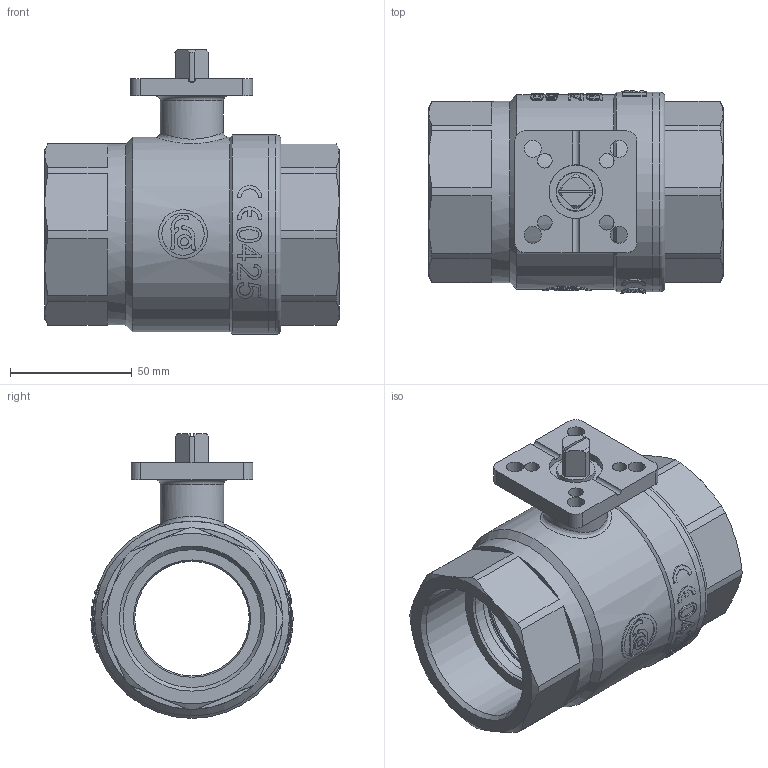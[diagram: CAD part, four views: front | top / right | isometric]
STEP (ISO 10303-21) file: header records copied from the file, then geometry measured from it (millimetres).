
FILE_DESCRIPTION(/* description */ ('Unknown'),/* implementation_level */ '2;1');
FILE_NAME(/* name */ '767-09',/* time_stamp */ '2023-06-07T13:02:33+02:00',/* author */ ('Unknown'),/* organization */ ('Unknown'),/* preprocessor_version */ 'ST-DEVELOPER v18.102',/* originating_system */ 'Solid Edge',/* authorisation */ 'Unknown');
FILE_SCHEMA (('AUTOMOTIVE_DESIGN {1 0 10303 214 3 1 1}'));
Length unit declared in the file: millimetre
Products named in the file (9): 2.110.050_(767-09); LA0160#11050; AT0042#36; LA0161#050; OR0072#V31; OR0072#V50; LA0022#050; SE0164#050; RO0079#12
Assembly tree (11 placements, depth 2):
  2.110.050_(767-09)
    LA0160#11050
    AT0042#36
    LA0161#050
    OR0072#V31  x2
    OR0072#V50  x2
    LA0022#050
    SE0164#050  x2
    RO0079#12
Bounding box: 121 x 83 x 117 mm (x, y, z)
Volume: 261659.2 mm3; surface area: 129230.8 mm2
Topology: 11 solids, 11 shells, 407 faces, 977 edges, 635 vertices
Faces by surface type: plane 191, cylinder 113, bspline 39, cone 37, torus 22, sphere 5
Full cylindrical faces by diameter (mm): 3.341 x1, 6 x4, 7 x4, 12.8 x2, 15.7 x1, 15.98 x3, 16 x1, 16.1 x1, 17.345 x1, 19.5 x2, 20 x1, 20.5 x1, 22 x1, 26 x1, 35 x1, 47 x5, 50 x1, 56.656 x2, 59.4 x2, 59.7 x2, 67 x1, 72.8 x1, 72.835 x1, 74.5 x1, 75 x1, 75.2 x1, 80 x1, 82 x2
Entity records: 18125 total; most frequent: CARTESIAN_POINT 7050, DIRECTION 1784, ORIENTED_EDGE 1650, EDGE_CURVE 825, AXIS2_PLACEMENT_3D 734, VERTEX_POINT 589, FACE_BOUND 570, EDGE_LOOP 568
